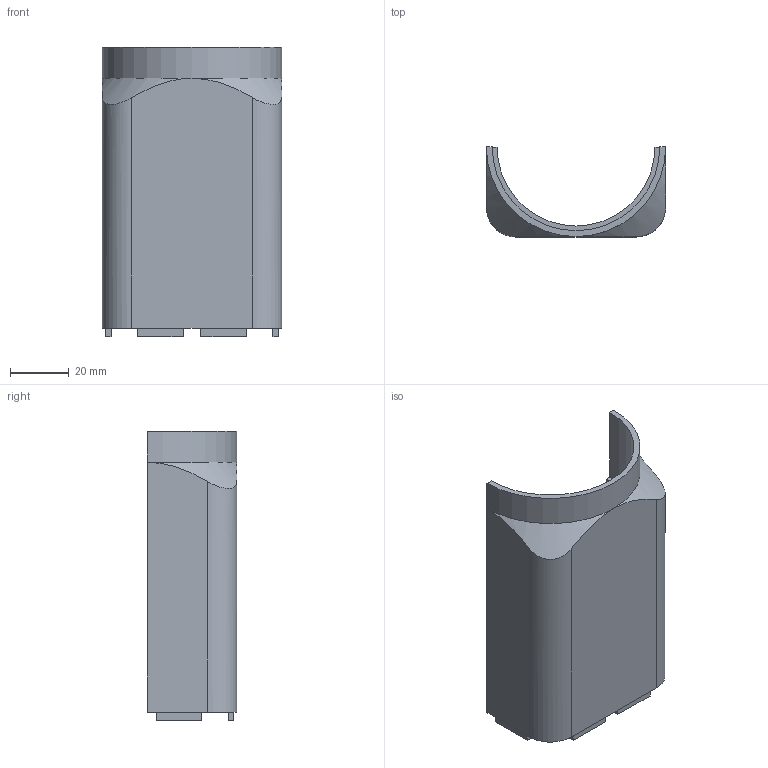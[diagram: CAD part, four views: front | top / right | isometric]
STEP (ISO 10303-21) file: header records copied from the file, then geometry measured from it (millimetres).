
FILE_DESCRIPTION(/* description */ (''),/* implementation_level */ '2;1');
FILE_NAME(/* name */ 'pmtmounttopfemale.stp',/* time_stamp */ '2021-11-08T11:35:32-06:00',/* author */ ('Caleb'),/* organization */ (''),/* preprocessor_version */ 'ST-DEVELOPER v18.1',/* originating_system */ 'Autodesk Inventor 2022',/* authorisation */ '');
FILE_SCHEMA (('AUTOMOTIVE_DESIGN { 1 0 10303 214 3 1 1 }'));
Length unit declared in the file: millimetre
Products named in the file (1): pmtmounttopfemale
Bounding box: 61 x 30.5 x 98.4 mm (x, y, z)
Volume: 56337.9 mm3; surface area: 21611.6 mm2
Topology: 1 solids, 1 shells, 45 faces, 108 edges, 71 vertices
Faces by surface type: plane 38, cylinder 5, cone 2
Entity records: 1363 total; most frequent: CARTESIAN_POINT 267, ORIENTED_EDGE 216, DIRECTION 203, EDGE_CURVE 108, LINE 93, VECTOR 93, VERTEX_POINT 71, AXIS2_PLACEMENT_3D 55
